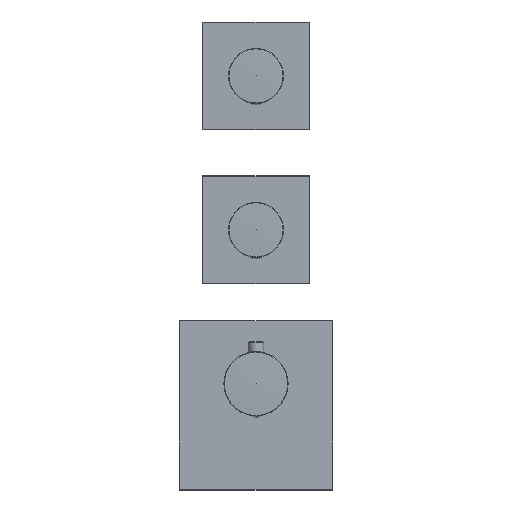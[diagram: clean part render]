
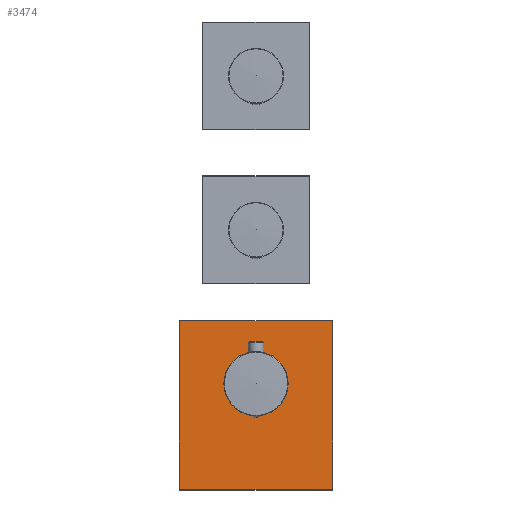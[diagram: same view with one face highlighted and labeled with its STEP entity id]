
A CAD part, front view. The second image highlights one B-rep face of the part: STEP entity #3474.
In plain terms, the highlighted planar face has unit normal (0, -1, 0).
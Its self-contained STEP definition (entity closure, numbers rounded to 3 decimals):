
#27=LINE('',#12018,#183);
#32=LINE('',#12038,#188);
#40=LINE('',#12070,#196);
#41=LINE('',#12074,#197);
#183=VECTOR('',#4079,1000.);
#188=VECTOR('',#4102,1000.);
#196=VECTOR('',#4138,1000.);
#197=VECTOR('',#4145,1000.);
#460=CIRCLE('',#3685,20.85);
#465=CIRCLE('',#3692,0.3);
#470=CIRCLE('',#3701,0.3);
#478=CIRCLE('',#3715,0.3);
#480=CIRCLE('',#3719,0.3);
#600=PLANE('',#3720);
#1079=ORIENTED_EDGE('',*,*,#1922,.F.);
#1080=ORIENTED_EDGE('',*,*,#1958,.T.);
#1081=ORIENTED_EDGE('',*,*,#1956,.T.);
#1082=ORIENTED_EDGE('',*,*,#1960,.T.);
#1083=ORIENTED_EDGE('',*,*,#1929,.T.);
#1084=ORIENTED_EDGE('',*,*,#1932,.T.);
#1085=ORIENTED_EDGE('',*,*,#1939,.T.);
#1086=ORIENTED_EDGE('',*,*,#1942,.T.);
#1087=ORIENTED_EDGE('',*,*,#1959,.T.);
#1922=EDGE_CURVE('',#2425,#2425,#460,.T.);
#1929=EDGE_CURVE('',#2430,#2431,#465,.T.);
#1932=EDGE_CURVE('',#2431,#2433,#27,.T.);
#1939=EDGE_CURVE('',#2433,#2437,#470,.T.);
#1942=EDGE_CURVE('',#2437,#2439,#32,.T.);
#1956=EDGE_CURVE('',#2447,#2448,#478,.T.);
#1958=EDGE_CURVE('',#2449,#2447,#40,.T.);
#1959=EDGE_CURVE('',#2439,#2449,#480,.T.);
#1960=EDGE_CURVE('',#2448,#2430,#41,.T.);
#2425=VERTEX_POINT('',#11997);
#2430=VERTEX_POINT('',#12009);
#2431=VERTEX_POINT('',#12011);
#2433=VERTEX_POINT('',#12017);
#2437=VERTEX_POINT('',#12031);
#2439=VERTEX_POINT('',#12037);
#2447=VERTEX_POINT('',#12063);
#2448=VERTEX_POINT('',#12065);
#2449=VERTEX_POINT('',#12069);
#2965=EDGE_LOOP('',(#1079));
#2966=EDGE_LOOP('',(#1080,#1081,#1082,#1083,#1084,#1085,#1086,#1087));
#3209=FACE_BOUND('',#2965,.T.);
#3210=FACE_BOUND('',#2966,.T.);
#3474=ADVANCED_FACE('',(#3209,#3210),#600,.T.);
#3685=AXIS2_PLACEMENT_3D('',#11996,#4056,#4057);
#3692=AXIS2_PLACEMENT_3D('',#12012,#4072,#4073);
#3701=AXIS2_PLACEMENT_3D('',#12032,#4095,#4096);
#3715=AXIS2_PLACEMENT_3D('',#12066,#4132,#4133);
#3719=AXIS2_PLACEMENT_3D('',#12072,#4141,#4142);
#3720=AXIS2_PLACEMENT_3D('',#12073,#4143,#4144);
#4056=DIRECTION('',(0.,-1.,0.));
#4057=DIRECTION('',(-1.,0.,0.));
#4072=DIRECTION('',(0.,-1.,0.));
#4073=DIRECTION('',(0.,0.,-1.));
#4079=DIRECTION('',(0.,0.,1.));
#4095=DIRECTION('',(0.,-1.,0.));
#4096=DIRECTION('',(1.,0.,0.));
#4102=DIRECTION('',(-1.,0.,0.));
#4132=DIRECTION('',(0.,-1.,0.));
#4133=DIRECTION('',(-1.,0.,0.));
#4138=DIRECTION('',(0.,0.,-1.));
#4141=DIRECTION('',(0.,-1.,0.));
#4142=DIRECTION('',(0.,0.,1.));
#4143=DIRECTION('',(0.,-1.,0.));
#4144=DIRECTION('',(1.,0.,0.));
#4145=DIRECTION('',(1.,0.,0.));
#11996=CARTESIAN_POINT('',(0.,-7.,0.));
#11997=CARTESIAN_POINT('',(-20.85,-7.,0.));
#12009=CARTESIAN_POINT('',(49.5,-7.,-68.8));
#12011=CARTESIAN_POINT('',(49.8,-7.,-68.5));
#12012=CARTESIAN_POINT('',(49.5,-7.,-68.5));
#12017=CARTESIAN_POINT('',(49.8,-7.,40.5));
#12018=CARTESIAN_POINT('',(49.8,-7.,-68.5));
#12031=CARTESIAN_POINT('',(49.5,-7.,40.8));
#12032=CARTESIAN_POINT('',(49.5,-7.,40.5));
#12037=CARTESIAN_POINT('',(-49.5,-7.,40.8));
#12038=CARTESIAN_POINT('',(49.5,-7.,40.8));
#12063=CARTESIAN_POINT('',(-49.8,-7.,-68.5));
#12065=CARTESIAN_POINT('',(-49.5,-7.,-68.8));
#12066=CARTESIAN_POINT('',(-49.5,-7.,-68.5));
#12069=CARTESIAN_POINT('',(-49.8,-7.,40.5));
#12070=CARTESIAN_POINT('',(-49.8,-7.,40.5));
#12072=CARTESIAN_POINT('',(-49.5,-7.,40.5));
#12073=CARTESIAN_POINT('',(0.,-7.,-69.));
#12074=CARTESIAN_POINT('',(-49.5,-7.,-68.8));
